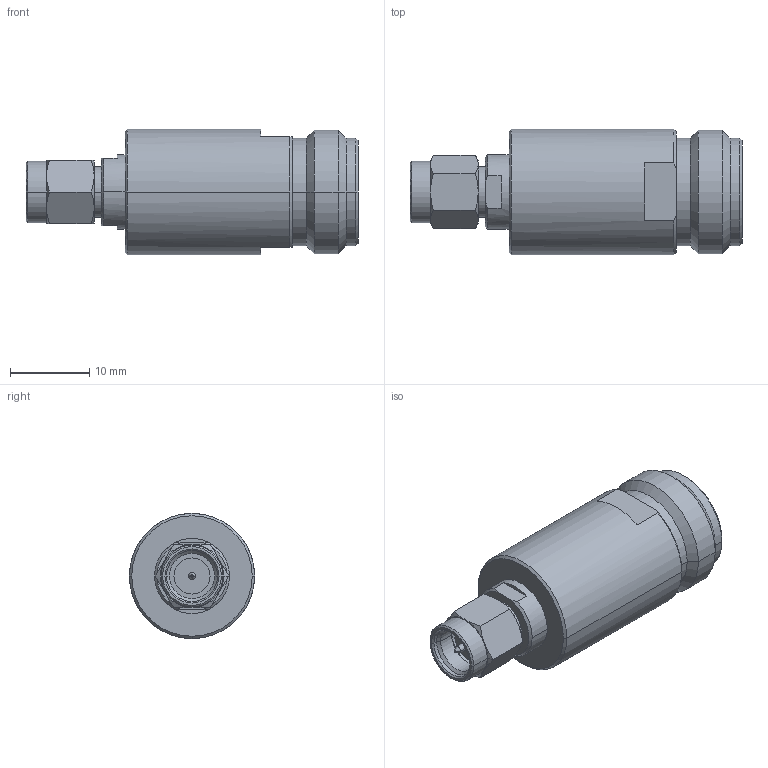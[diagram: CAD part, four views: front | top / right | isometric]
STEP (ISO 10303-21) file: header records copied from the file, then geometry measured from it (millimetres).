
FILE_DESCRIPTION (( 'STEP AP214' ), '1' );
FILE_NAME ('SD8277_3D.STEP', '2022-01-26T17:55:30', ( '' ), ( '' ), 'SwSTEP 2.0', 'SolidWorks 2021', '' );
FILE_SCHEMA (( 'AUTOMOTIVE_DESIGN' ));
Length unit declared in the file: millimetre
Products named in the file (1): SD8277_3D
Bounding box: 41.9 x 15.8 x 15.8 mm (x, y, z)
Volume: 5409.7 mm3; surface area: 2801.6 mm2
Topology: 1 solids, 1 shells, 127 faces, 285 edges, 169 vertices
Faces by surface type: cone 55, plane 42, cylinder 30
Entity records: 3727 total; most frequent: CARTESIAN_POINT 868, DIRECTION 627, ORIENTED_EDGE 566, EDGE_CURVE 283, AXIS2_PLACEMENT_3D 264, VERTEX_POINT 169, EDGE_LOOP 138, CIRCLE 136
